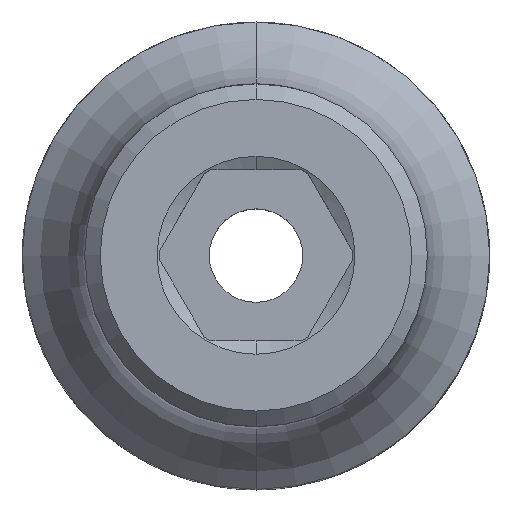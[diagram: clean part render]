
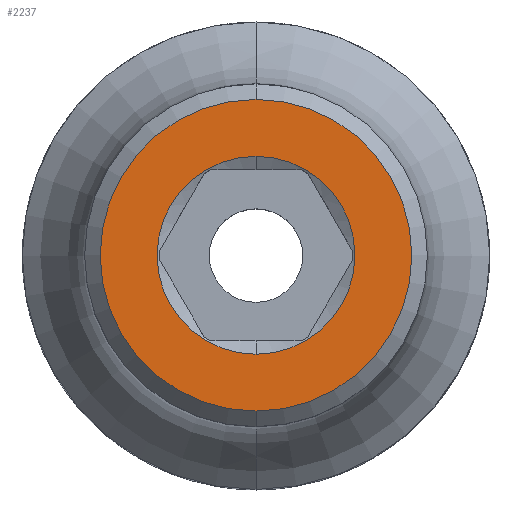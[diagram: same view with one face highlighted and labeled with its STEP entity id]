
A CAD part, top view. The second image highlights one B-rep face of the part: STEP entity #2237.
In plain terms, the highlighted planar face has unit normal (0, 0, 1).
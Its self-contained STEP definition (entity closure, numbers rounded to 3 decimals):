
#964=CARTESIAN_POINT('',(0.,0.,38.));
#965=DIRECTION('',(0.,0.,1.));
#966=DIRECTION('',(0.,1.,0.));
#967=AXIS2_PLACEMENT_3D('',#964,#965,#966);
#972=CARTESIAN_POINT('',(0.,0.,38.));
#973=DIRECTION('',(0.,0.,1.));
#974=DIRECTION('',(0.,-1.,0.));
#975=AXIS2_PLACEMENT_3D('',#972,#973,#974);
#980=CARTESIAN_POINT('',(0.,0.,38.));
#981=DIRECTION('',(0.,0.,-1.));
#982=DIRECTION('',(0.,1.,0.));
#983=AXIS2_PLACEMENT_3D('',#980,#981,#982);
#988=CARTESIAN_POINT('',(0.,0.,38.));
#989=DIRECTION('',(0.,0.,-1.));
#990=DIRECTION('',(0.,-1.,0.));
#991=AXIS2_PLACEMENT_3D('',#988,#989,#990);
#1535=CARTESIAN_POINT('',(0.,10.,38.));
#1536=CARTESIAN_POINT('',(0.,-10.,38.));
#1537=VERTEX_POINT('',#1535);
#1538=VERTEX_POINT('',#1536);
#1545=CARTESIAN_POINT('',(0.,6.35,38.));
#1546=CARTESIAN_POINT('',(0.,-6.35,38.));
#1547=VERTEX_POINT('',#1545);
#1548=VERTEX_POINT('',#1546);
#2221=CARTESIAN_POINT('',(0.,0.,38.));
#2222=DIRECTION('',(0.,0.,-1.));
#2223=DIRECTION('',(0.,-1.,0.));
#2224=AXIS2_PLACEMENT_3D('',#2221,#2222,#2223);
#2225=PLANE('',#2224);
#2227=ORIENTED_EDGE('',*,*,#2226,.F.);
#2229=ORIENTED_EDGE('',*,*,#2228,.F.);
#2230=EDGE_LOOP('',(#2227,#2229));
#2231=FACE_OUTER_BOUND('',#2230,.F.);
#2232=ORIENTED_EDGE('',*,*,#2199,.F.);
#2234=ORIENTED_EDGE('',*,*,#2233,.F.);
#2235=EDGE_LOOP('',(#2232,#2234));
#2236=FACE_BOUND('',#2235,.F.);
#2237=ADVANCED_FACE('',(#2231,#2236),#2225,.F.);
#968=CIRCLE('',#967,10.);
#976=CIRCLE('',#975,10.);
#984=CIRCLE('',#983,6.35);
#992=CIRCLE('',#991,6.35);
#2199=EDGE_CURVE('',#1547,#1548,#984,.T.);
#2226=EDGE_CURVE('',#1537,#1538,#968,.T.);
#2228=EDGE_CURVE('',#1538,#1537,#976,.T.);
#2233=EDGE_CURVE('',#1548,#1547,#992,.T.);
